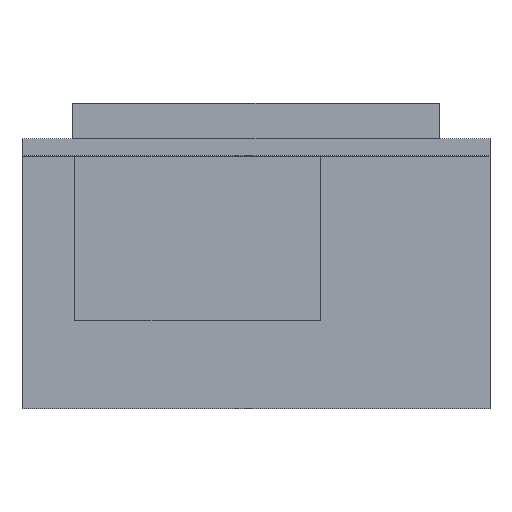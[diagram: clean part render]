
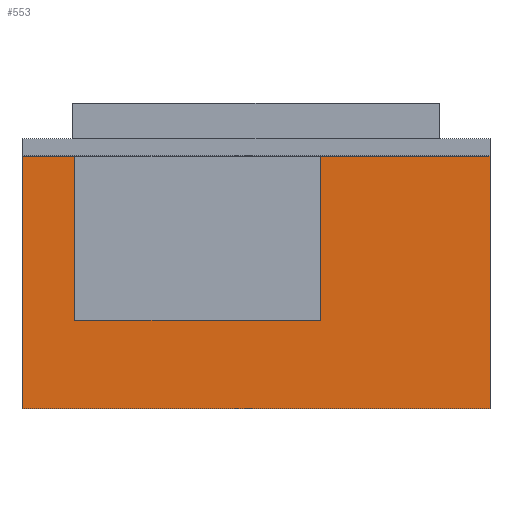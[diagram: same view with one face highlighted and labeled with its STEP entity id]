
A CAD part, top view. The second image highlights one B-rep face of the part: STEP entity #553.
In plain terms, the highlighted planar face has unit normal (0, 0, 1).
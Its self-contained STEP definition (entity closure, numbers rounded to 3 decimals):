
#32=CARTESIAN_POINT('',(-46.475,60.901,3.142));
#33=VERTEX_POINT('',#32);
#42=CARTESIAN_POINT('',(-33.168,60.901,3.142));
#43=VERTEX_POINT('',#42);
#44=CARTESIAN_POINT('',(-46.475,60.901,3.142));
#45=DIRECTION('',(1.,0.,-0.));
#46=VECTOR('',#45,13.307);
#47=LINE('',#44,#46);
#48=EDGE_CURVE('',#33,#43,#47,.T.);
#66=CARTESIAN_POINT('',(-69.918,60.901,3.142));
#67=VERTEX_POINT('',#66);
#74=CARTESIAN_POINT('',(-65.775,60.901,3.142));
#75=VERTEX_POINT('',#74);
#76=CARTESIAN_POINT('',(-69.918,60.901,3.142));
#77=DIRECTION('',(1.,0.,-0.));
#78=VECTOR('',#77,4.143);
#79=LINE('',#76,#78);
#80=EDGE_CURVE('',#67,#75,#79,.T.);
#180=CARTESIAN_POINT('',(-33.168,41.056,3.142));
#181=VERTEX_POINT('',#180);
#182=CARTESIAN_POINT('',(-33.168,41.056,3.142));
#183=DIRECTION('',(0.,1.,0.));
#184=VECTOR('',#183,19.845);
#185=LINE('',#182,#184);
#186=EDGE_CURVE('',#181,#43,#185,.T.);
#349=CARTESIAN_POINT('',(-69.918,41.056,3.142));
#350=VERTEX_POINT('',#349);
#357=CARTESIAN_POINT('',(-69.918,41.056,3.142));
#358=DIRECTION('',(0.,1.,0.));
#359=VECTOR('',#358,19.845);
#360=LINE('',#357,#359);
#361=EDGE_CURVE('',#350,#67,#360,.T.);
#444=CARTESIAN_POINT('',(-69.918,41.056,3.142));
#445=DIRECTION('',(1.,0.,-0.));
#446=VECTOR('',#445,36.75);
#447=LINE('',#444,#446);
#448=EDGE_CURVE('',#350,#181,#447,.T.);
#479=CARTESIAN_POINT('',(-46.475,48.001,3.142));
#480=VERTEX_POINT('',#479);
#487=CARTESIAN_POINT('',(-46.475,60.901,3.142));
#488=DIRECTION('',(0.,-1.,0.));
#489=VECTOR('',#488,12.9);
#490=LINE('',#487,#489);
#491=EDGE_CURVE('',#33,#480,#490,.T.);
#503=CARTESIAN_POINT('',(-65.775,48.001,3.142));
#504=VERTEX_POINT('',#503);
#511=CARTESIAN_POINT('',(-46.475,48.001,3.142));
#512=DIRECTION('',(-1.,-0.,0.));
#513=VECTOR('',#512,19.3);
#514=LINE('',#511,#513);
#515=EDGE_CURVE('',#480,#504,#514,.T.);
#528=CARTESIAN_POINT('',(-65.775,48.001,3.142));
#529=DIRECTION('',(0.,1.,0.));
#530=VECTOR('',#529,12.9);
#531=LINE('',#528,#530);
#532=EDGE_CURVE('',#504,#75,#531,.T.);
#538=CARTESIAN_POINT('',(0.,0.,3.142));
#539=DIRECTION('',(0.,0.,1.));
#540=DIRECTION('',(1.,0.,0.));
#541=AXIS2_PLACEMENT_3D('',#538,#539,#540);
#542=PLANE('',#541);
#543=ORIENTED_EDGE('',*,*,#361,.F.);
#544=ORIENTED_EDGE('',*,*,#448,.T.);
#545=ORIENTED_EDGE('',*,*,#186,.T.);
#546=ORIENTED_EDGE('',*,*,#48,.F.);
#547=ORIENTED_EDGE('',*,*,#491,.T.);
#548=ORIENTED_EDGE('',*,*,#515,.T.);
#549=ORIENTED_EDGE('',*,*,#532,.T.);
#550=ORIENTED_EDGE('',*,*,#80,.F.);
#551=EDGE_LOOP('',(#543,#544,#545,#546,#547,#548,#549,#550));
#552=FACE_BOUND('',#551,.T.);
#553=ADVANCED_FACE('',(#552),#542,.T.);
